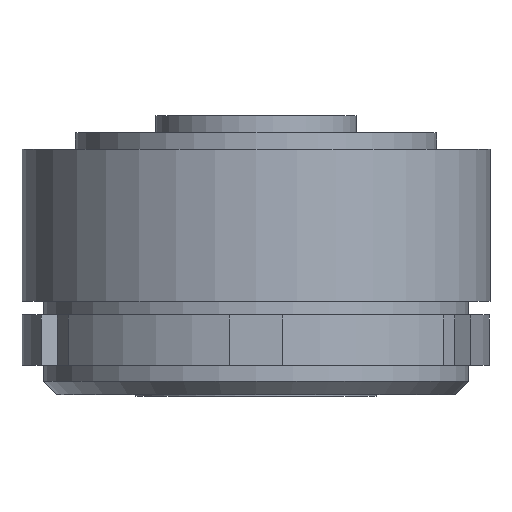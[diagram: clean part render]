
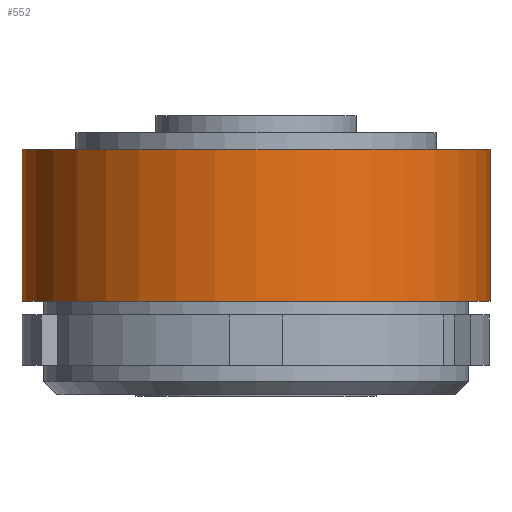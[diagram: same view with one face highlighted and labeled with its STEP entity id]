
A CAD part, front view. The second image highlights one B-rep face of the part: STEP entity #552.
In plain terms, the highlighted cylindrical face has radius 175 mm (diameter 350 mm), a partial arc.
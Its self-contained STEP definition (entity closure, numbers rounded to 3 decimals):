
#440 = ORIENTED_EDGE ( 'NONE', *, *, #476, .T. ) ;
#470 = ORIENTED_EDGE ( 'NONE', *, *, #484, .F. ) ;
#471 = ORIENTED_EDGE ( 'NONE', *, *, #1068, .T. ) ;
#476 = EDGE_CURVE ( 'NONE', #1066, #1063, #2404, .T. ) ;
#484 = EDGE_CURVE ( 'NONE', #1212, #1215, #2495, .T. ) ;
#493 = ORIENTED_EDGE ( 'NONE', *, *, #1062, .F. ) ;
#548 = EDGE_LOOP ( 'NONE', ( #493, #470, #471, #440 ) ) ;
#552 = ADVANCED_FACE ( 'NONE', ( #2661 ), #2658, .T. ) ;
#1062 = EDGE_CURVE ( 'NONE', #1215, #1063, #3478, .T. ) ;
#1063 = VERTEX_POINT ( 'NONE', #3505 ) ;
#1066 = VERTEX_POINT ( 'NONE', #3500 ) ;
#1068 = EDGE_CURVE ( 'NONE', #1212, #1066, #3483, .T. ) ;
#1212 = VERTEX_POINT ( 'NONE', #3762 ) ;
#1215 = VERTEX_POINT ( 'NONE', #3720 ) ;
#2403 = AXIS2_PLACEMENT_3D ( 'NONE', #2410, #2483, #2482 ) ;
#2404 = CIRCLE ( 'NONE', #2403, 175. ) ;
#2410 = CARTESIAN_POINT ( 'NONE',  ( 0., 0., 0. ) ) ;
#2482 = DIRECTION ( 'NONE',  ( 1., 0., 0. ) ) ;
#2483 = DIRECTION ( 'NONE',  ( 0., 0., 1. ) ) ;
#2491 = DIRECTION ( 'NONE',  ( 1., 0., 0. ) ) ;
#2492 = DIRECTION ( 'NONE',  ( 0., 0., 1. ) ) ;
#2493 = CARTESIAN_POINT ( 'NONE',  ( 0., 0., 114. ) ) ;
#2494 = AXIS2_PLACEMENT_3D ( 'NONE', #2493, #2492, #2491 ) ;
#2495 = CIRCLE ( 'NONE', #2494, 175. ) ;
#2617 = DIRECTION ( 'NONE',  ( -1., 0., 0. ) ) ;
#2658 = CYLINDRICAL_SURFACE ( 'NONE', #2790, 175. ) ;
#2659 = DIRECTION ( 'NONE',  ( 0., 0., -1. ) ) ;
#2660 = CARTESIAN_POINT ( 'NONE',  ( 0., 0., 126. ) ) ;
#2661 = FACE_OUTER_BOUND ( 'NONE', #548, .T. ) ;
#2790 = AXIS2_PLACEMENT_3D ( 'NONE', #2660, #2659, #2617 ) ;
#3476 = VECTOR ( 'NONE', #3506, 1000. ) ;
#3477 = CARTESIAN_POINT ( 'NONE',  ( 175., 0., 126. ) ) ;
#3478 = LINE ( 'NONE', #3477, #3476 ) ;
#3480 = DIRECTION ( 'NONE',  ( 0., 0., -1. ) ) ;
#3481 = VECTOR ( 'NONE', #3480, 1000. ) ;
#3482 = CARTESIAN_POINT ( 'NONE',  ( -175., 0., 126. ) ) ;
#3483 = LINE ( 'NONE', #3482, #3481 ) ;
#3500 = CARTESIAN_POINT ( 'NONE',  ( -175., 0., 0. ) ) ;
#3505 = CARTESIAN_POINT ( 'NONE',  ( 175., 0., 0. ) ) ;
#3506 = DIRECTION ( 'NONE',  ( 0., 0., -1. ) ) ;
#3720 = CARTESIAN_POINT ( 'NONE',  ( 175., 0., 114. ) ) ;
#3762 = CARTESIAN_POINT ( 'NONE',  ( -175., 0., 114. ) ) ;
